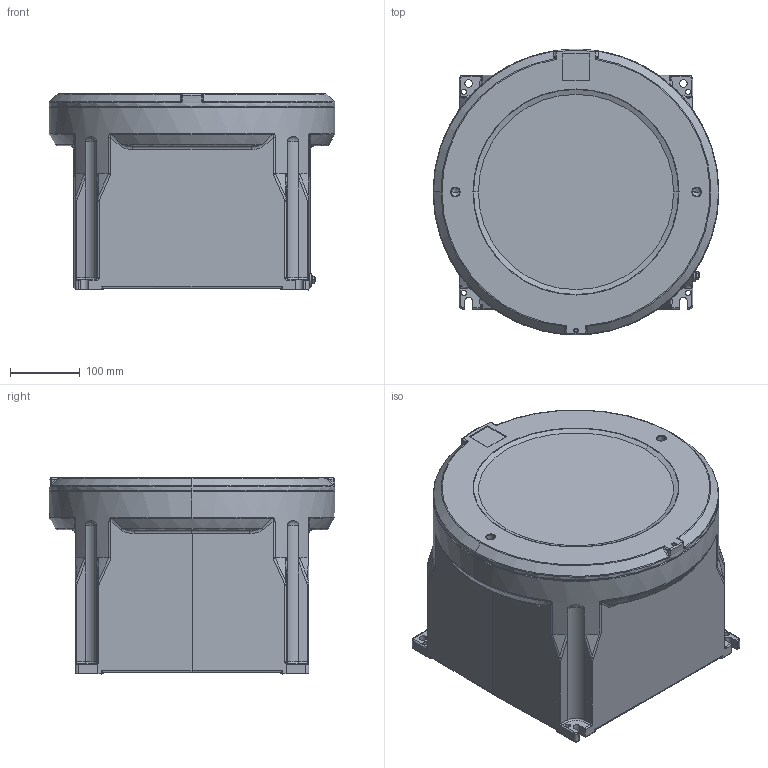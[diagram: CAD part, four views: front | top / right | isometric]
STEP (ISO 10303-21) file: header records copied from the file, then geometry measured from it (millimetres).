
FILE_DESCRIPTION (( 'STEP AP203' ), '1' );
FILE_NAME ('8265_06-__0_.STEP', '2015-05-12T08:34:18', ( '' ), ( '' ), 'SwSTEP 2.0', 'SolidWorks 2015', '' );
FILE_SCHEMA (( 'CONFIG_CONTROL_DESIGN' ));
Length unit declared in the file: millimetre
Products named in the file (8): 9021_6,4; 8265_9_055_006_0; 8265_9_004_006_6_8265_9_004_005_3; 505_706_0_M5x14; 128_M 6; 8265_9_005_006_6_006 3d export; 8265_06-__0_; 501_619_0_M 6 x 12
Assembly tree (15 placements, depth 2):
  8265_06-__0_
    8265_9_004_006_6_8265_9_004_005_3
    8265_9_005_006_6_006 3d export
    128_M 6  x2
    9021_6,4  x4
    501_619_0_M 6 x 12  x2
    8265_9_055_006_0
    505_706_0_M5x14  x4
Bounding box: 410 x 410 x 281.11 mm (x, y, z)
Volume: 10987075.4 mm3; surface area: 1417494.6 mm2
Topology: 15 solids, 15 shells, 1372 faces, 3287 edges, 1873 vertices
Faces by surface type: cylinder 500, plane 243, torus 217, bspline 180, cone 170, sphere 62
Entity records: 46237 total; most frequent: CARTESIAN_POINT 20031, ORIENTED_EDGE 5324, DIRECTION 5313, EDGE_CURVE 2662, AXIS2_PLACEMENT_3D 2202, VERTEX_POINT 1559, EDGE_LOOP 1217, CIRCLE 1209
